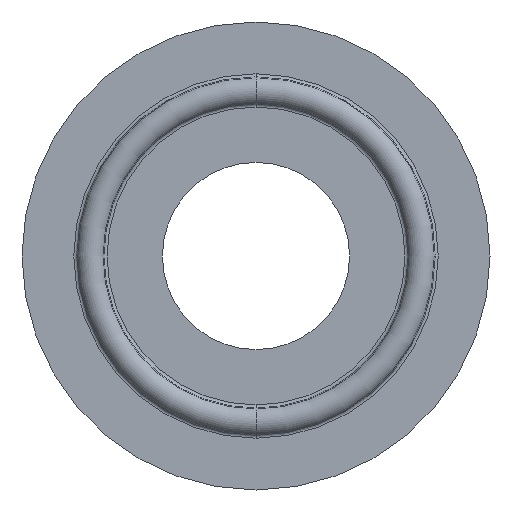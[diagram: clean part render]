
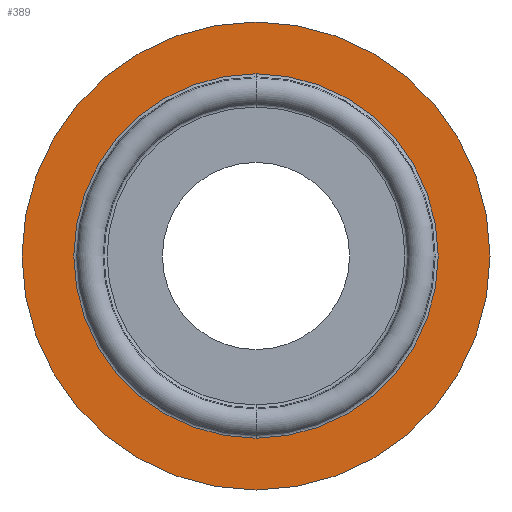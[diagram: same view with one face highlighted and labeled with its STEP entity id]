
A CAD part, front view. The second image highlights one B-rep face of the part: STEP entity #389.
In plain terms, the highlighted planar face has unit normal (0, -1, 0).
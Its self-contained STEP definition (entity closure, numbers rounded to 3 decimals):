
#6 = VERTEX_POINT ( 'NONE', #545 ) ;
#19 = ORIENTED_EDGE ( 'NONE', *, *, #677, .T. ) ;
#20 = ORIENTED_EDGE ( 'NONE', *, *, #718, .T. ) ;
#21 = ORIENTED_EDGE ( 'NONE', *, *, #719, .F. ) ;
#22 = ORIENTED_EDGE ( 'NONE', *, *, #673, .F. ) ;
#71 = VERTEX_POINT ( 'NONE', #562 ) ;
#73 = VERTEX_POINT ( 'NONE', #564 ) ;
#76 = VERTEX_POINT ( 'NONE', #627 ) ;
#99 = DIRECTION ( 'NONE',  ( 0., -1., 0. ) ) ;
#100 = CARTESIAN_POINT ( 'NONE',  ( 32.5, -1., 0. ) ) ;
#101 = PLANE ( 'NONE',  #818 ) ;
#103 = DIRECTION ( 'NONE',  ( 0., 0., -1. ) ) ;
#163 = CARTESIAN_POINT ( 'NONE',  ( 0., -1., 0. ) ) ;
#164 = DIRECTION ( 'NONE',  ( 0., -1., 0. ) ) ;
#165 = DIRECTION ( 'NONE',  ( 0., 0., -1. ) ) ;
#174 = CARTESIAN_POINT ( 'NONE',  ( 0., -1., 0. ) ) ;
#175 = DIRECTION ( 'NONE',  ( 0., -1., 0. ) ) ;
#176 = DIRECTION ( 'NONE',  ( 0., 0., -1. ) ) ;
#284 = CARTESIAN_POINT ( 'NONE',  ( 0., -1., 0. ) ) ;
#285 = DIRECTION ( 'NONE',  ( 0., -1., 0. ) ) ;
#286 = DIRECTION ( 'NONE',  ( 0., 0., -1. ) ) ;
#287 = CARTESIAN_POINT ( 'NONE',  ( 0., -1., 0. ) ) ;
#288 = DIRECTION ( 'NONE',  ( 0., -1., 0. ) ) ;
#289 = DIRECTION ( 'NONE',  ( 0., 0., -1. ) ) ;
#389 = ADVANCED_FACE ( 'NONE', ( #779, #784 ), #101, .T. ) ;
#415 = EDGE_LOOP ( 'NONE', ( #19, #20 ) ) ;
#433 = EDGE_LOOP ( 'NONE', ( #21, #22 ) ) ;
#545 = CARTESIAN_POINT ( 'NONE',  ( 0., -1., -25.309 ) ) ;
#562 = CARTESIAN_POINT ( 'NONE',  ( 0., -1., 25.309 ) ) ;
#564 = CARTESIAN_POINT ( 'NONE',  ( 0., -1., -32.5 ) ) ;
#627 = CARTESIAN_POINT ( 'NONE',  ( 0., -1., 32.5 ) ) ;
#673 = EDGE_CURVE ( 'NONE', #71, #6, #886, .T. ) ;
#677 = EDGE_CURVE ( 'NONE', #73, #76, #894, .T. ) ;
#718 = EDGE_CURVE ( 'NONE', #76, #73, #946, .T. ) ;
#719 = EDGE_CURVE ( 'NONE', #6, #71, #947, .T. ) ;
#779 = FACE_OUTER_BOUND ( 'NONE', #415, .T. ) ;
#784 = FACE_BOUND ( 'NONE', #433, .T. ) ;
#818 = AXIS2_PLACEMENT_3D ( 'NONE', #100, #99, #103 ) ;
#835 = AXIS2_PLACEMENT_3D ( 'NONE', #163, #164, #165 ) ;
#838 = AXIS2_PLACEMENT_3D ( 'NONE', #174, #175, #176 ) ;
#868 = AXIS2_PLACEMENT_3D ( 'NONE', #284, #285, #286 ) ;
#869 = AXIS2_PLACEMENT_3D ( 'NONE', #287, #288, #289 ) ;
#886 = CIRCLE ( 'NONE', #835, 25.309 ) ;
#894 = CIRCLE ( 'NONE', #838, 32.5 ) ;
#946 = CIRCLE ( 'NONE', #868, 32.5 ) ;
#947 = CIRCLE ( 'NONE', #869, 25.309 ) ;
